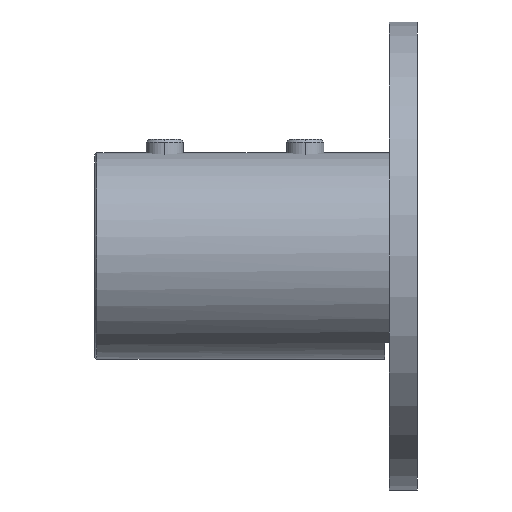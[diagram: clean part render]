
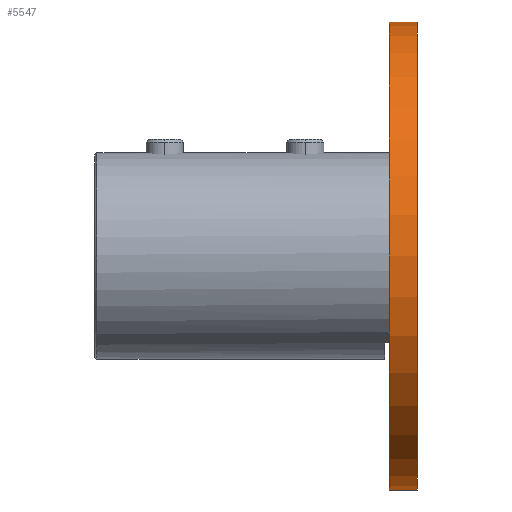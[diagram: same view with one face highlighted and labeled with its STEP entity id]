
A CAD part, left-side view. The second image highlights one B-rep face of the part: STEP entity #5547.
In plain terms, the highlighted cylindrical face has radius 50 mm (diameter 100 mm), a partial arc.
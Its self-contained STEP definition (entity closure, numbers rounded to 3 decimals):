
#157 = VERTEX_POINT ( 'NONE', #6354 ) ;
#257 = LINE ( 'NONE', #12425, #13168 ) ;
#328 = ORIENTED_EDGE ( 'NONE', *, *, #6808, .T. ) ;
#584 = ORIENTED_EDGE ( 'NONE', *, *, #9790, .F. ) ;
#675 = CARTESIAN_POINT ( 'NONE',  ( 0., 0., 0. ) ) ;
#1205 = CARTESIAN_POINT ( 'NONE',  ( 0., 0., -50. ) ) ;
#1731 = DIRECTION ( 'NONE',  ( 0., 0., 1. ) ) ;
#1797 = CARTESIAN_POINT ( 'NONE',  ( 0., 6., 0. ) ) ;
#2042 = EDGE_CURVE ( 'NONE', #157, #11737, #12547, .T. ) ;
#2314 = DIRECTION ( 'NONE',  ( 0., -1., 0. ) ) ;
#3027 = VERTEX_POINT ( 'NONE', #7635 ) ;
#4309 = CYLINDRICAL_SURFACE ( 'NONE', #11953, 50. ) ;
#4423 = LINE ( 'NONE', #9797, #10886 ) ;
#5404 = EDGE_CURVE ( 'NONE', #6989, #3027, #13663, .T. ) ;
#5547 = ADVANCED_FACE ( 'NONE', ( #11444 ), #4309, .T. ) ;
#6354 = CARTESIAN_POINT ( 'NONE',  ( 0., 6., -50. ) ) ;
#6808 = EDGE_CURVE ( 'NONE', #157, #6989, #4423, .T. ) ;
#6989 = VERTEX_POINT ( 'NONE', #1205 ) ;
#7218 = DIRECTION ( 'NONE',  ( 0., 0., -1. ) ) ;
#7635 = CARTESIAN_POINT ( 'NONE',  ( 0., 0., 50. ) ) ;
#7824 = AXIS2_PLACEMENT_3D ( 'NONE', #8777, #9779, #9866 ) ;
#8156 = DIRECTION ( 'NONE',  ( 0., -1., 0. ) ) ;
#8777 = CARTESIAN_POINT ( 'NONE',  ( 0., 6., 0. ) ) ;
#9510 = AXIS2_PLACEMENT_3D ( 'NONE', #675, #12486, #1731 ) ;
#9779 = DIRECTION ( 'NONE',  ( 0., 1., 0. ) ) ;
#9790 = EDGE_CURVE ( 'NONE', #11737, #3027, #257, .T. ) ;
#9797 = CARTESIAN_POINT ( 'NONE',  ( 0., 6., -50. ) ) ;
#9866 = DIRECTION ( 'NONE',  ( 0., 0., 1. ) ) ;
#9873 = EDGE_LOOP ( 'NONE', ( #584, #13985, #328, #13010 ) ) ;
#10122 = CARTESIAN_POINT ( 'NONE',  ( 0., 6., 50. ) ) ;
#10886 = VECTOR ( 'NONE', #2314, 1000. ) ;
#11444 = FACE_OUTER_BOUND ( 'NONE', #9873, .T. ) ;
#11737 = VERTEX_POINT ( 'NONE', #10122 ) ;
#11953 = AXIS2_PLACEMENT_3D ( 'NONE', #1797, #13837, #7218 ) ;
#12425 = CARTESIAN_POINT ( 'NONE',  ( 0., 6., 50. ) ) ;
#12486 = DIRECTION ( 'NONE',  ( 0., 1., 0. ) ) ;
#12547 = CIRCLE ( 'NONE', #7824, 50. ) ;
#13010 = ORIENTED_EDGE ( 'NONE', *, *, #5404, .T. ) ;
#13168 = VECTOR ( 'NONE', #8156, 1000. ) ;
#13663 = CIRCLE ( 'NONE', #9510, 50. ) ;
#13837 = DIRECTION ( 'NONE',  ( 0., -1., 0. ) ) ;
#13985 = ORIENTED_EDGE ( 'NONE', *, *, #2042, .F. ) ;
